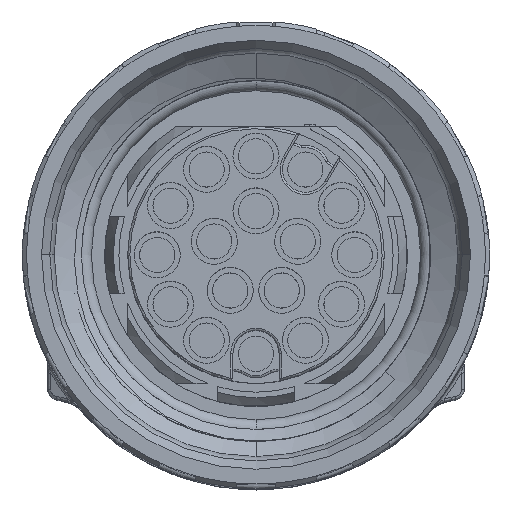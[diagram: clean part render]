
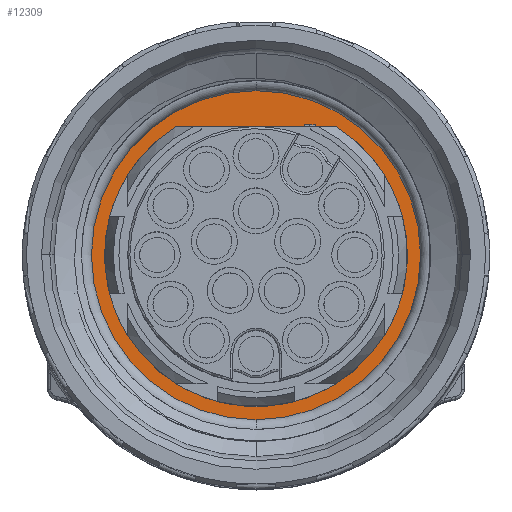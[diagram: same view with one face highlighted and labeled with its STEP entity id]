
A CAD part, top view. The second image highlights one B-rep face of the part: STEP entity #12309.
In plain terms, the highlighted planar face has unit normal (0, 0, 1).
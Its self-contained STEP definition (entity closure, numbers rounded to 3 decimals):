
#3017=CARTESIAN_POINT('',(0.,0.,0.6));
#3018=DIRECTION('',(0.,0.,1.));
#3019=DIRECTION('',(0.,1.,0.));
#3020=AXIS2_PLACEMENT_3D('',#3017,#3018,#3019);
#3022=CARTESIAN_POINT('',(0.,0.,0.6));
#3023=DIRECTION('',(0.,0.,1.));
#3024=DIRECTION('',(0.,-1.,0.));
#3025=AXIS2_PLACEMENT_3D('',#3022,#3023,#3024);
#3027=DIRECTION('',(1.,0.,0.));
#3028=VECTOR('',#3027,0.959);
#3029=CARTESIAN_POINT('',(2.7,5.85,0.6));
#3030=LINE('',#3029,#3028);
#3031=DIRECTION('',(0.,1.,0.));
#3032=VECTOR('',#3031,0.1);
#3033=CARTESIAN_POINT('',(2.7,5.85,0.6));
#3034=LINE('',#3033,#3032);
#3035=DIRECTION('',(-1.,0.,0.));
#3036=VECTOR('',#3035,0.2);
#3037=CARTESIAN_POINT('',(2.7,5.95,0.6));
#3038=LINE('',#3037,#3036);
#3039=DIRECTION('',(0.,1.,0.));
#3040=VECTOR('',#3039,0.1);
#3041=CARTESIAN_POINT('',(2.5,5.85,0.6));
#3042=LINE('',#3041,#3040);
#3043=DIRECTION('',(1.,0.,0.));
#3044=VECTOR('',#3043,0.05);
#3045=CARTESIAN_POINT('',(2.45,5.85,0.6));
#3046=LINE('',#3045,#3044);
#3047=DIRECTION('',(0.,1.,0.));
#3048=VECTOR('',#3047,0.1);
#3049=CARTESIAN_POINT('',(2.45,5.85,0.6));
#3050=LINE('',#3049,#3048);
#3051=DIRECTION('',(-1.,0.,0.));
#3052=VECTOR('',#3051,0.25);
#3053=CARTESIAN_POINT('',(2.45,5.95,0.6));
#3054=LINE('',#3053,#3052);
#3055=DIRECTION('',(0.,1.,0.));
#3056=VECTOR('',#3055,0.1);
#3057=CARTESIAN_POINT('',(2.2,5.85,0.6));
#3058=LINE('',#3057,#3056);
#3059=DIRECTION('',(1.,0.,0.));
#3060=VECTOR('',#3059,5.859);
#3061=CARTESIAN_POINT('',(-3.659,5.85,0.6));
#3062=LINE('',#3061,#3060);
#3122=CARTESIAN_POINT('',(0.,0.,0.6));
#3123=DIRECTION('',(0.,0.,-1.));
#3124=DIRECTION('',(0.53,0.848,0.));
#3125=AXIS2_PLACEMENT_3D('',#3122,#3123,#3124);
#8366=CARTESIAN_POINT('',(0.,7.853,0.6));
#8367=CARTESIAN_POINT('',(0.,-7.853,0.6));
#8368=VERTEX_POINT('',#8366);
#8369=VERTEX_POINT('',#8367);
#8910=CARTESIAN_POINT('',(-3.659,5.85,0.6));
#8911=CARTESIAN_POINT('',(2.2,5.85,0.6));
#8912=VERTEX_POINT('',#8910);
#8913=VERTEX_POINT('',#8911);
#8914=CARTESIAN_POINT('',(2.45,5.85,0.6));
#8915=CARTESIAN_POINT('',(2.5,5.85,0.6));
#8916=VERTEX_POINT('',#8914);
#8917=VERTEX_POINT('',#8915);
#8918=CARTESIAN_POINT('',(2.7,5.85,0.6));
#8919=CARTESIAN_POINT('',(3.659,5.85,0.6));
#8920=VERTEX_POINT('',#8918);
#8921=VERTEX_POINT('',#8919);
#8922=CARTESIAN_POINT('',(2.7,5.95,0.6));
#8923=CARTESIAN_POINT('',(2.5,5.95,0.6));
#8924=VERTEX_POINT('',#8922);
#8925=VERTEX_POINT('',#8923);
#8926=CARTESIAN_POINT('',(2.45,5.95,0.6));
#8927=CARTESIAN_POINT('',(2.2,5.95,0.6));
#8928=VERTEX_POINT('',#8926);
#8929=VERTEX_POINT('',#8927);
#12278=CARTESIAN_POINT('',(0.,0.,0.6));
#12279=DIRECTION('',(0.,0.,-1.));
#12280=DIRECTION('',(0.,-1.,0.));
#12281=AXIS2_PLACEMENT_3D('',#12278,#12279,#12280);
#12282=PLANE('',#12281);
#12283=ORIENTED_EDGE('',*,*,#12258,.F.);
#12284=ORIENTED_EDGE('',*,*,#12272,.F.);
#12285=EDGE_LOOP('',(#12283,#12284));
#12286=FACE_OUTER_BOUND('',#12285,.F.);
#12288=ORIENTED_EDGE('',*,*,#12287,.F.);
#12290=ORIENTED_EDGE('',*,*,#12289,.F.);
#12292=ORIENTED_EDGE('',*,*,#12291,.T.);
#12294=ORIENTED_EDGE('',*,*,#12293,.T.);
#12296=ORIENTED_EDGE('',*,*,#12295,.F.);
#12298=ORIENTED_EDGE('',*,*,#12297,.F.);
#12300=ORIENTED_EDGE('',*,*,#12299,.T.);
#12302=ORIENTED_EDGE('',*,*,#12301,.T.);
#12304=ORIENTED_EDGE('',*,*,#12303,.F.);
#12306=ORIENTED_EDGE('',*,*,#12305,.F.);
#12307=EDGE_LOOP('',(#12288,#12290,#12292,#12294,#12296,#12298,#12300,#12302,
#12304,#12306));
#12308=FACE_BOUND('',#12307,.F.);
#3021=CIRCLE('',#3020,7.853);
#3026=CIRCLE('',#3025,7.853);
#3126=CIRCLE('',#3125,6.9);
#12258=EDGE_CURVE('',#8368,#8369,#3021,.T.);
#12272=EDGE_CURVE('',#8369,#8368,#3026,.T.);
#12287=EDGE_CURVE('',#8921,#8912,#3126,.T.);
#12289=EDGE_CURVE('',#8920,#8921,#3030,.T.);
#12291=EDGE_CURVE('',#8920,#8924,#3034,.T.);
#12293=EDGE_CURVE('',#8924,#8925,#3038,.T.);
#12295=EDGE_CURVE('',#8917,#8925,#3042,.T.);
#12297=EDGE_CURVE('',#8916,#8917,#3046,.T.);
#12299=EDGE_CURVE('',#8916,#8928,#3050,.T.);
#12301=EDGE_CURVE('',#8928,#8929,#3054,.T.);
#12303=EDGE_CURVE('',#8913,#8929,#3058,.T.);
#12305=EDGE_CURVE('',#8912,#8913,#3062,.T.);
#12309=ADVANCED_FACE('',(#12286,#12308),#12282,.F.);
